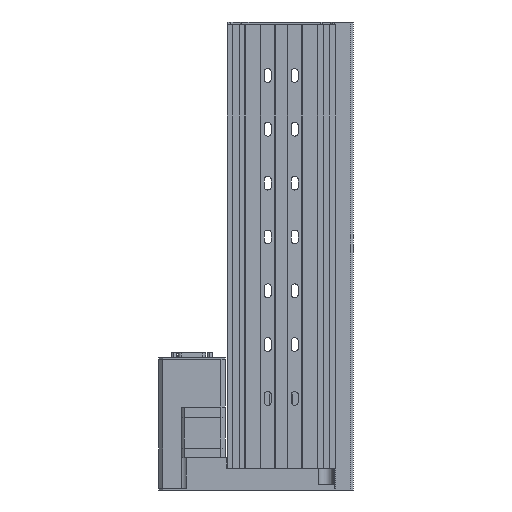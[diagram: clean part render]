
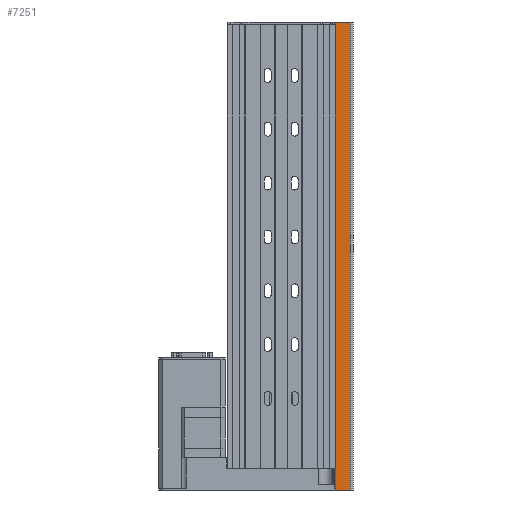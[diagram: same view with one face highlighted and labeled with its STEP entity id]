
A CAD part, front view. The second image highlights one B-rep face of the part: STEP entity #7251.
In plain terms, the highlighted planar face has unit normal (0, -1, 0).
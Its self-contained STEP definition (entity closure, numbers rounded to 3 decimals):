
#609 = DIRECTION ( 'NONE',  ( 0., 0., -1. ) ) ;
#2296 = PLANE ( 'NONE',  #26577 ) ;
#2991 = DIRECTION ( 'NONE',  ( 0., -1., 0. ) ) ;
#3010 = EDGE_LOOP ( 'NONE', ( #16911, #14377, #13894, #26877 ) ) ;
#3118 = DIRECTION ( 'NONE',  ( 0., 0., 1. ) ) ;
#3481 = CARTESIAN_POINT ( 'NONE',  ( 64.1, -20.5, 414.7 ) ) ;
#3570 = LINE ( 'NONE', #5696, #16643 ) ;
#4471 = CARTESIAN_POINT ( 'NONE',  ( 64.1, -20.5, -20.1 ) ) ;
#5696 = CARTESIAN_POINT ( 'NONE',  ( 64.1, -20.5, -20.1 ) ) ;
#5816 = EDGE_CURVE ( 'NONE', #8991, #18023, #3570, .T. ) ;
#7251 = ADVANCED_FACE ( 'NONE', ( #18562 ), #2296, .T. ) ;
#7338 = VERTEX_POINT ( 'NONE', #26488 ) ;
#8190 = EDGE_CURVE ( 'NONE', #26275, #7338, #17928, .T. ) ;
#8991 = VERTEX_POINT ( 'NONE', #4471 ) ;
#10286 = LINE ( 'NONE', #16194, #21307 ) ;
#11874 = CARTESIAN_POINT ( 'NONE',  ( 50., -20.5, -20.1 ) ) ;
#12671 = CARTESIAN_POINT ( 'NONE',  ( 50., -20.5, -20.1 ) ) ;
#12773 = EDGE_CURVE ( 'NONE', #7338, #18023, #26153, .T. ) ;
#13894 = ORIENTED_EDGE ( 'NONE', *, *, #8190, .F. ) ;
#14301 = DIRECTION ( 'NONE',  ( 0., 0., 1. ) ) ;
#14377 = ORIENTED_EDGE ( 'NONE', *, *, #12773, .F. ) ;
#14663 = VECTOR ( 'NONE', #23506, 1000. ) ;
#15491 = CARTESIAN_POINT ( 'NONE',  ( 64.1, -20.5, 414.7 ) ) ;
#16194 = CARTESIAN_POINT ( 'NONE',  ( 64.1, -20.5, -20.1 ) ) ;
#16643 = VECTOR ( 'NONE', #14301, 1000. ) ;
#16911 = ORIENTED_EDGE ( 'NONE', *, *, #5816, .T. ) ;
#17928 = LINE ( 'NONE', #11874, #21260 ) ;
#18023 = VERTEX_POINT ( 'NONE', #3481 ) ;
#18562 = FACE_OUTER_BOUND ( 'NONE', #3010, .T. ) ;
#19901 = CARTESIAN_POINT ( 'NONE',  ( 64.1, -20.5, -20.1 ) ) ;
#21260 = VECTOR ( 'NONE', #3118, 1000. ) ;
#21307 = VECTOR ( 'NONE', #22673, 1000. ) ;
#22673 = DIRECTION ( 'NONE',  ( 1., 0., 0. ) ) ;
#23162 = EDGE_CURVE ( 'NONE', #26275, #8991, #10286, .T. ) ;
#23506 = DIRECTION ( 'NONE',  ( 1., 0., 0. ) ) ;
#26153 = LINE ( 'NONE', #15491, #14663 ) ;
#26275 = VERTEX_POINT ( 'NONE', #12671 ) ;
#26488 = CARTESIAN_POINT ( 'NONE',  ( 50., -20.5, 414.7 ) ) ;
#26577 = AXIS2_PLACEMENT_3D ( 'NONE', #19901, #2991, #609 ) ;
#26877 = ORIENTED_EDGE ( 'NONE', *, *, #23162, .T. ) ;
